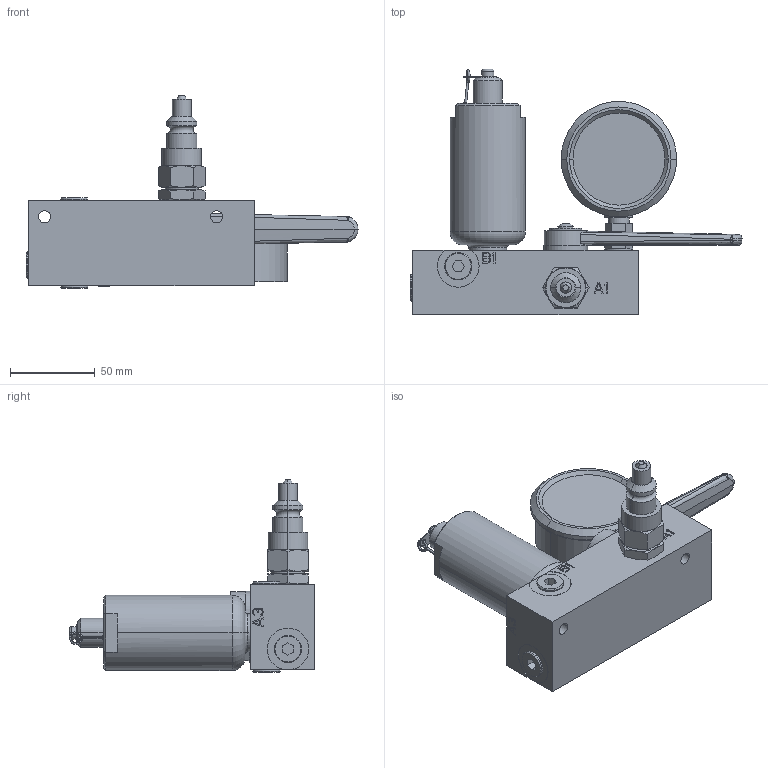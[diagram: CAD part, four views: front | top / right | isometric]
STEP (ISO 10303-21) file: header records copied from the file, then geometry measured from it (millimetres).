
FILE_DESCRIPTION((''),'2;1');
FILE_NAME('ILC56000103','2016-04-21T',('gar'),(''),'PRO/ENGINEER BY PARAMETRIC TECHNOLOGY CORPORATION, 2013320','PRO/ENGINEER BY PARAMETRIC TECHNOLOGY CORPORATION, 2013320','');
FILE_SCHEMA(('AUTOMOTIVE_DESIGN { 1 0 10303 214 1 1 1 1 }'));
Length unit declared in the file: inch
Products named in the file (1): ILC56000103
Bounding box: 196.14 x 145.09 x 113.89 mm (x, y, z)
Volume: 497176.7 mm3; surface area: 81176.5 mm2
Topology: 5 solids, 12 shells, 618 faces, 1551 edges, 996 vertices
Faces by surface type: plane 401, cylinder 111, cone 72, torus 16, bspline 16, sphere 2
Entity records: 24243 total; most frequent: CARTESIAN_POINT 4523, ORIENTED_EDGE 3054, DIRECTION 3024, PRESENTATION_STYLE_ASSIGNMENT 1559, STYLED_ITEM 1550, CURVE_STYLE 1539, EDGE_CURVE 1539, VECTOR 1104
